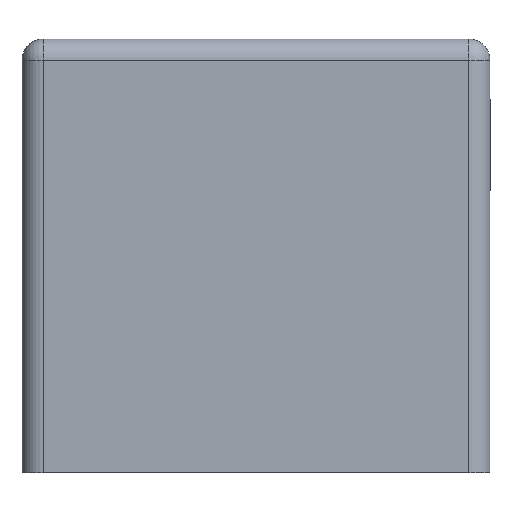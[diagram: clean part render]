
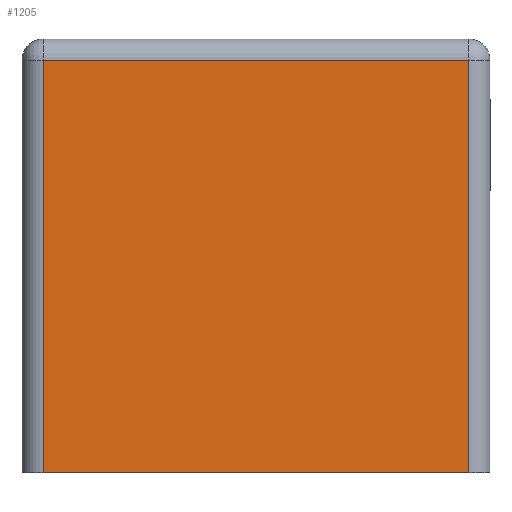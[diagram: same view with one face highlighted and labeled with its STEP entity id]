
A CAD part, left-side view. The second image highlights one B-rep face of the part: STEP entity #1205.
In plain terms, the highlighted planar face has unit normal (-1, 0, 0).
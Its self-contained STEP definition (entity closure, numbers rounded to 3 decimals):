
#188 = PLANE('',#189);
#189 = AXIS2_PLACEMENT_3D('',#190,#191,#192);
#190 = CARTESIAN_POINT('',(0.,27.5,0.));
#191 = DIRECTION('',(0.,0.,1.));
#192 = DIRECTION('',(1.,0.,0.));
#579 = EDGE_CURVE('',#580,#582,#584,.T.);
#580 = VERTEX_POINT('',#581);
#581 = CARTESIAN_POINT('',(0.,25.,0.)
  );
#582 = VERTEX_POINT('',#583);
#583 = CARTESIAN_POINT('',(0.,-25.,0.));
#584 = SURFACE_CURVE('',#585,(#589,#596),.PCURVE_S1.);
#585 = LINE('',#586,#587);
#586 = CARTESIAN_POINT('',(0.,27.5,0.));
#587 = VECTOR('',#588,1.);
#588 = DIRECTION('',(0.,-1.,0.));
#589 = PCURVE('',#188,#590);
#590 = DEFINITIONAL_REPRESENTATION('',(#591),#595);
#591 = LINE('',#592,#593);
#592 = CARTESIAN_POINT('',(0.,0.));
#593 = VECTOR('',#594,1.);
#594 = DIRECTION('',(0.,-1.));
#595 = ( GEOMETRIC_REPRESENTATION_CONTEXT(2) 
PARAMETRIC_REPRESENTATION_CONTEXT() REPRESENTATION_CONTEXT('2D SPACE',''
  ) );
#596 = PCURVE('',#597,#602);
#597 = PLANE('',#598);
#598 = AXIS2_PLACEMENT_3D('',#599,#600,#601);
#599 = CARTESIAN_POINT('',(0.,27.5,51.));
#600 = DIRECTION('',(1.,0.,0.));
#601 = DIRECTION('',(0.,0.,-1.));
#602 = DEFINITIONAL_REPRESENTATION('',(#603),#607);
#603 = LINE('',#604,#605);
#604 = CARTESIAN_POINT('',(51.,0.));
#605 = VECTOR('',#606,1.);
#606 = DIRECTION('',(0.,-1.));
#607 = ( GEOMETRIC_REPRESENTATION_CONTEXT(2) 
PARAMETRIC_REPRESENTATION_CONTEXT() REPRESENTATION_CONTEXT('2D SPACE',''
  ) );
#626 = CYLINDRICAL_SURFACE('',#627,2.5);
#627 = AXIS2_PLACEMENT_3D('',#628,#629,#630);
#628 = CARTESIAN_POINT('',(2.5,-25.,51.));
#629 = DIRECTION('',(0.,0.,-1.));
#630 = DIRECTION('',(-1.,0.,0.));
#704 = CYLINDRICAL_SURFACE('',#705,2.5);
#705 = AXIS2_PLACEMENT_3D('',#706,#707,#708);
#706 = CARTESIAN_POINT('',(2.5,25.,51.));
#707 = DIRECTION('',(0.,0.,-1.));
#708 = DIRECTION('',(-1.,0.,0.));
#1205 = ADVANCED_FACE('',(#1206),#597,.F.);
#1206 = FACE_BOUND('',#1207,.F.);
#1207 = EDGE_LOOP('',(#1208,#1209,#1232,#1260));
#1208 = ORIENTED_EDGE('',*,*,#579,.F.);
#1209 = ORIENTED_EDGE('',*,*,#1210,.F.);
#1210 = EDGE_CURVE('',#1211,#580,#1213,.T.);
#1211 = VERTEX_POINT('',#1212);
#1212 = CARTESIAN_POINT('',(0.,25.,48.5));
#1213 = SURFACE_CURVE('',#1214,(#1218,#1225),.PCURVE_S1.);
#1214 = LINE('',#1215,#1216);
#1215 = CARTESIAN_POINT('',(0.,25.,51.));
#1216 = VECTOR('',#1217,1.);
#1217 = DIRECTION('',(0.,0.,-1.));
#1218 = PCURVE('',#597,#1219);
#1219 = DEFINITIONAL_REPRESENTATION('',(#1220),#1224);
#1220 = LINE('',#1221,#1222);
#1221 = CARTESIAN_POINT('',(0.,-2.5));
#1222 = VECTOR('',#1223,1.);
#1223 = DIRECTION('',(1.,0.));
#1224 = ( GEOMETRIC_REPRESENTATION_CONTEXT(2) 
PARAMETRIC_REPRESENTATION_CONTEXT() REPRESENTATION_CONTEXT('2D SPACE',''
  ) );
#1225 = PCURVE('',#704,#1226);
#1226 = DEFINITIONAL_REPRESENTATION('',(#1227),#1231);
#1227 = LINE('',#1228,#1229);
#1228 = CARTESIAN_POINT('',(0.,0.));
#1229 = VECTOR('',#1230,1.);
#1230 = DIRECTION('',(0.,1.));
#1231 = ( GEOMETRIC_REPRESENTATION_CONTEXT(2) 
PARAMETRIC_REPRESENTATION_CONTEXT() REPRESENTATION_CONTEXT('2D SPACE',''
  ) );
#1232 = ORIENTED_EDGE('',*,*,#1233,.T.);
#1233 = EDGE_CURVE('',#1211,#1234,#1236,.T.);
#1234 = VERTEX_POINT('',#1235);
#1235 = CARTESIAN_POINT('',(0.,-25.,48.5));
#1236 = SURFACE_CURVE('',#1237,(#1241,#1248),.PCURVE_S1.);
#1237 = LINE('',#1238,#1239);
#1238 = CARTESIAN_POINT('',(0.,27.5,48.5));
#1239 = VECTOR('',#1240,1.);
#1240 = DIRECTION('',(0.,-1.,0.));
#1241 = PCURVE('',#597,#1242);
#1242 = DEFINITIONAL_REPRESENTATION('',(#1243),#1247);
#1243 = LINE('',#1244,#1245);
#1244 = CARTESIAN_POINT('',(2.5,0.));
#1245 = VECTOR('',#1246,1.);
#1246 = DIRECTION('',(0.,-1.));
#1247 = ( GEOMETRIC_REPRESENTATION_CONTEXT(2) 
PARAMETRIC_REPRESENTATION_CONTEXT() REPRESENTATION_CONTEXT('2D SPACE',''
  ) );
#1248 = PCURVE('',#1249,#1254);
#1249 = CYLINDRICAL_SURFACE('',#1250,2.5);
#1250 = AXIS2_PLACEMENT_3D('',#1251,#1252,#1253);
#1251 = CARTESIAN_POINT('',(2.5,27.5,48.5));
#1252 = DIRECTION('',(0.,-1.,0.));
#1253 = DIRECTION('',(0.,0.,1.));
#1254 = DEFINITIONAL_REPRESENTATION('',(#1255),#1259);
#1255 = LINE('',#1256,#1257);
#1256 = CARTESIAN_POINT('',(1.571,0.));
#1257 = VECTOR('',#1258,1.);
#1258 = DIRECTION('',(0.,1.));
#1259 = ( GEOMETRIC_REPRESENTATION_CONTEXT(2) 
PARAMETRIC_REPRESENTATION_CONTEXT() REPRESENTATION_CONTEXT('2D SPACE',''
  ) );
#1260 = ORIENTED_EDGE('',*,*,#1261,.T.);
#1261 = EDGE_CURVE('',#1234,#582,#1262,.T.);
#1262 = SURFACE_CURVE('',#1263,(#1267,#1274),.PCURVE_S1.);
#1263 = LINE('',#1264,#1265);
#1264 = CARTESIAN_POINT('',(0.,-25.,51.));
#1265 = VECTOR('',#1266,1.);
#1266 = DIRECTION('',(0.,0.,-1.));
#1267 = PCURVE('',#597,#1268);
#1268 = DEFINITIONAL_REPRESENTATION('',(#1269),#1273);
#1269 = LINE('',#1270,#1271);
#1270 = CARTESIAN_POINT('',(0.,-52.5));
#1271 = VECTOR('',#1272,1.);
#1272 = DIRECTION('',(1.,0.));
#1273 = ( GEOMETRIC_REPRESENTATION_CONTEXT(2) 
PARAMETRIC_REPRESENTATION_CONTEXT() REPRESENTATION_CONTEXT('2D SPACE',''
  ) );
#1274 = PCURVE('',#626,#1275);
#1275 = DEFINITIONAL_REPRESENTATION('',(#1276),#1280);
#1276 = LINE('',#1277,#1278);
#1277 = CARTESIAN_POINT('',(0.,0.));
#1278 = VECTOR('',#1279,1.);
#1279 = DIRECTION('',(0.,1.));
#1280 = ( GEOMETRIC_REPRESENTATION_CONTEXT(2) 
PARAMETRIC_REPRESENTATION_CONTEXT() REPRESENTATION_CONTEXT('2D SPACE',''
  ) );
